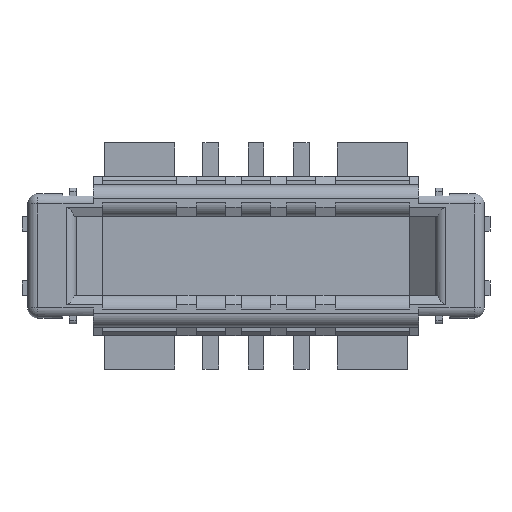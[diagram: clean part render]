
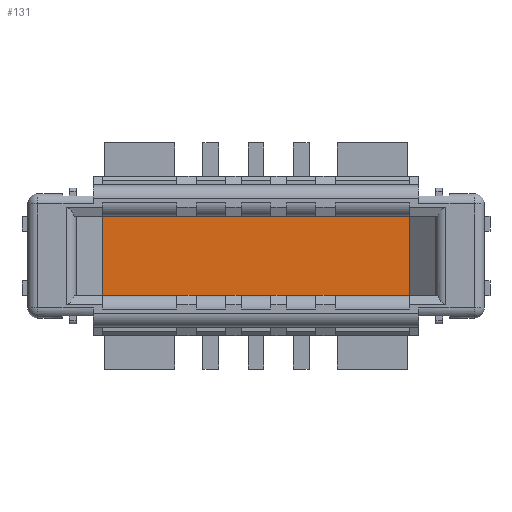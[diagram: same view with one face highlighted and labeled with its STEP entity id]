
A CAD part, top view. The second image highlights one B-rep face of the part: STEP entity #131.
In plain terms, the highlighted planar face has unit normal (0, 0, 1).
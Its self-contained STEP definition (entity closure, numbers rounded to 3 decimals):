
#131=ADVANCED_FACE('',(#535),#536,.T.);
#535=FACE_OUTER_BOUND('',#1179,.T.);
#536=PLANE('',#1180);
#1179=EDGE_LOOP('',(#2614,#2615,#2616,#2617));
#1180=AXIS2_PLACEMENT_3D('',#2618,#2619,#2620);
#2614=ORIENTED_EDGE('',*,*,#4602,.T.);
#2615=ORIENTED_EDGE('',*,*,#5002,.T.);
#2616=ORIENTED_EDGE('',*,*,#4611,.F.);
#2617=ORIENTED_EDGE('',*,*,#5003,.F.);
#2618=CARTESIAN_POINT('',(-1.36,-0.35,0.11));
#2619=DIRECTION('',(0.,0.0,1.0));
#2620=DIRECTION('',(1.0,-0.0,0.));
#4602=EDGE_CURVE('',#5671,#5669,#5672,.T.);
#4611=EDGE_CURVE('',#5687,#5689,#5690,.T.);
#5002=EDGE_CURVE('',#5669,#5689,#6361,.T.);
#5003=EDGE_CURVE('',#5671,#5687,#6362,.T.);
#5669=VERTEX_POINT('',#7311);
#5671=VERTEX_POINT('',#7314);
#5672=LINE('',#7315,#7316);
#5687=VERTEX_POINT('',#7336);
#5689=VERTEX_POINT('',#7339);
#5690=LINE('',#7340,#7341);
#6361=LINE('',#8390,#8391);
#6362=LINE('',#8392,#8393);
#7311=CARTESIAN_POINT('',(-1.36,0.35,0.11));
#7314=CARTESIAN_POINT('',(1.36,0.35,0.11));
#7315=CARTESIAN_POINT('',(-1.36,0.35,0.11));
#7316=VECTOR('',#9307,1.0);
#7336=CARTESIAN_POINT('',(1.36,-0.35,0.11));
#7339=CARTESIAN_POINT('',(-1.36,-0.35,0.11));
#7340=CARTESIAN_POINT('',(-1.36,-0.35,0.11));
#7341=VECTOR('',#9320,1.0);
#8390=CARTESIAN_POINT('',(-1.36,-0.35,0.11));
#8391=VECTOR('',#9750,1.0);
#8392=CARTESIAN_POINT('',(1.36,-0.35,0.11));
#8393=VECTOR('',#9751,1.0);
#9307=DIRECTION('',(-1.0,0.0,0.));
#9320=DIRECTION('',(-1.0,0.0,0.));
#9750=DIRECTION('',(0.0,-1.0,0.0));
#9751=DIRECTION('',(0.0,-1.0,0.0));
